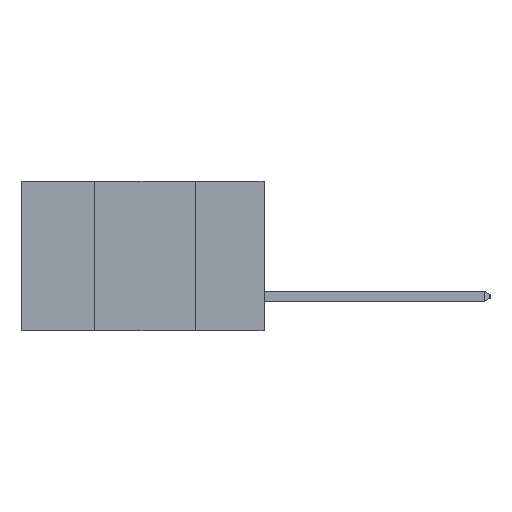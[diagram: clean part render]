
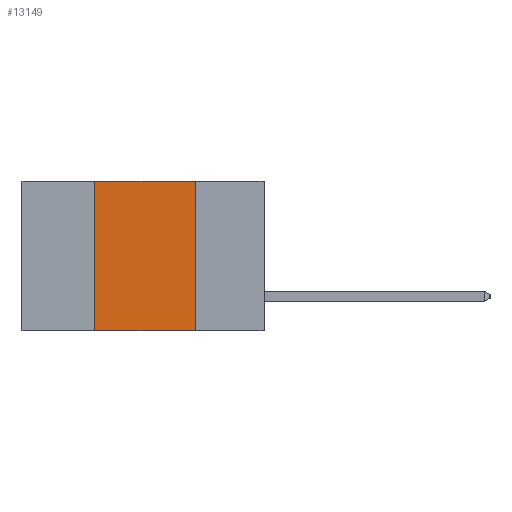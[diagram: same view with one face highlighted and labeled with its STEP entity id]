
A CAD part, left-side view. The second image highlights one B-rep face of the part: STEP entity #13149.
In plain terms, the highlighted planar face has unit normal (-1, 0, 0).
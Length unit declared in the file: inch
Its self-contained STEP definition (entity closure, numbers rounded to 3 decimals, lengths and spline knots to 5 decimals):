
#34 = CARTESIAN_POINT ( 'NONE',  ( 0., 0.17, -0.37 ) ) ;
#207 = ORIENTED_EDGE ( 'NONE', *, *, #10096, .F. ) ;
#216 = DIRECTION ( 'NONE',  ( 0., -1., 0. ) ) ;
#471 = DIRECTION ( 'NONE',  ( 0., 0., -1. ) ) ;
#753 = DIRECTION ( 'NONE',  ( 1., 0., 0. ) ) ;
#764 = FACE_OUTER_BOUND ( 'NONE', #6840, .T. ) ;
#1860 = CARTESIAN_POINT ( 'NONE',  ( 0., 0.42, -0.37 ) ) ;
#2050 = ORIENTED_EDGE ( 'NONE', *, *, #15009, .F. ) ;
#2476 = VERTEX_POINT ( 'NONE', #4841 ) ;
#2964 = AXIS2_PLACEMENT_3D ( 'NONE', #7728, #753, #10458 ) ;
#4206 = ORIENTED_EDGE ( 'NONE', *, *, #10427, .F. ) ;
#4841 = CARTESIAN_POINT ( 'NONE',  ( 0., 0.17, 0. ) ) ;
#5242 = LINE ( 'NONE', #8107, #15661 ) ;
#5646 = CARTESIAN_POINT ( 'NONE',  ( 0., 0.42, 0. ) ) ;
#5914 = EDGE_CURVE ( 'NONE', #14999, #14775, #6640, .T. ) ;
#6640 = LINE ( 'NONE', #8598, #10664 ) ;
#6840 = EDGE_LOOP ( 'NONE', ( #2050, #207, #4206, #17707 ) ) ;
#7533 = CARTESIAN_POINT ( 'NONE',  ( 0., 0.6, 0. ) ) ;
#7728 = CARTESIAN_POINT ( 'NONE',  ( 0., 0.6, 0. ) ) ;
#8107 = CARTESIAN_POINT ( 'NONE',  ( 0., 0.42, 0. ) ) ;
#8598 = CARTESIAN_POINT ( 'NONE',  ( 0., 0.6, -0.37 ) ) ;
#8815 = CARTESIAN_POINT ( 'NONE',  ( 0., 0.17, 0. ) ) ;
#8881 = DIRECTION ( 'NONE',  ( 0., -1., 0. ) ) ;
#9745 = LINE ( 'NONE', #8815, #13345 ) ;
#9871 = VECTOR ( 'NONE', #8881, 39.37008 ) ;
#10096 = EDGE_CURVE ( 'NONE', #11879, #2476, #10305, .T. ) ;
#10305 = LINE ( 'NONE', #7533, #9871 ) ;
#10427 = EDGE_CURVE ( 'NONE', #14999, #11879, #5242, .T. ) ;
#10458 = DIRECTION ( 'NONE',  ( 0., 0., -1. ) ) ;
#10664 = VECTOR ( 'NONE', #216, 39.37008 ) ;
#11879 = VERTEX_POINT ( 'NONE', #5646 ) ;
#13149 = ADVANCED_FACE ( 'NONE', ( #764 ), #15898, .F. ) ;
#13345 = VECTOR ( 'NONE', #471, 39.37008 ) ;
#14775 = VERTEX_POINT ( 'NONE', #34 ) ;
#14999 = VERTEX_POINT ( 'NONE', #1860 ) ;
#15009 = EDGE_CURVE ( 'NONE', #2476, #14775, #9745, .T. ) ;
#15661 = VECTOR ( 'NONE', #17616, 39.37008 ) ;
#15898 = PLANE ( 'NONE',  #2964 ) ;
#17616 = DIRECTION ( 'NONE',  ( 0., 0., 1. ) ) ;
#17707 = ORIENTED_EDGE ( 'NONE', *, *, #5914, .T. ) ;
